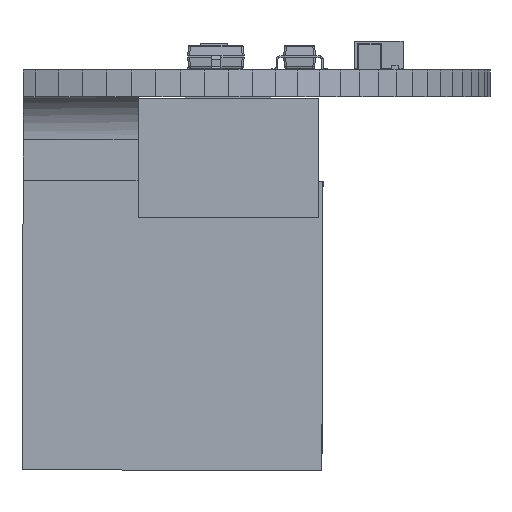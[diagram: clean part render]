
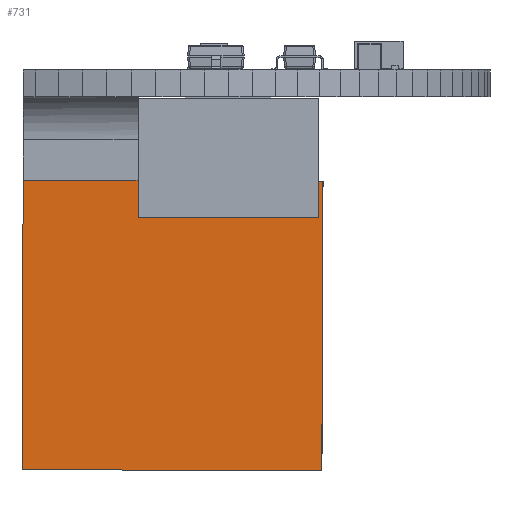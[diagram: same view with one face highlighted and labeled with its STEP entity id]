
A CAD part, left-side view. The second image highlights one B-rep face of the part: STEP entity #731.
In plain terms, the highlighted planar face has unit normal (-1, 0.004, 0).
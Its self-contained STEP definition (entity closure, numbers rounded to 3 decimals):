
#706 = VERTEX_POINT('',#707);
#707 = CARTESIAN_POINT('',(110.017,83.46,
    -5.843));
#713 = EDGE_CURVE('',#714,#706,#716,.T.);
#714 = VERTEX_POINT('',#715);
#715 = CARTESIAN_POINT('',(110.043,89.557,
    -5.828));
#716 = LINE('',#717,#718);
#717 = CARTESIAN_POINT('',(110.043,89.557,
    -5.828));
#718 = VECTOR('',#719,1.);
#719 = DIRECTION('',(-0.004,-1.,
    -0.002));
#731 = ADVANCED_FACE('',(#732),#765,.T.);
#732 = FACE_BOUND('',#733,.F.);
#733 = EDGE_LOOP('',(#734,#735,#743,#751,#759));
#734 = ORIENTED_EDGE('',*,*,#713,.T.);
#735 = ORIENTED_EDGE('',*,*,#736,.T.);
#736 = EDGE_CURVE('',#706,#737,#739,.T.);
#737 = VERTEX_POINT('',#738);
#738 = CARTESIAN_POINT('',(109.976,73.643,
    -5.884));
#739 = LINE('',#740,#741);
#740 = CARTESIAN_POINT('',(110.017,83.46,
    -5.843));
#741 = VECTOR('',#742,1.);
#742 = DIRECTION('',(-0.004,-1.,
    -0.004));
#743 = ORIENTED_EDGE('',*,*,#744,.T.);
#744 = EDGE_CURVE('',#737,#745,#747,.T.);
#745 = VERTEX_POINT('',#746);
#746 = CARTESIAN_POINT('',(109.976,73.7,
    -21.254));
#747 = LINE('',#748,#749);
#748 = CARTESIAN_POINT('',(109.976,73.643,
    -5.884));
#749 = VECTOR('',#750,1.);
#750 = DIRECTION('',(0.,0.004,
    -1.));
#751 = ORIENTED_EDGE('',*,*,#752,.T.);
#752 = EDGE_CURVE('',#745,#753,#755,.T.);
#753 = VERTEX_POINT('',#754);
#754 = CARTESIAN_POINT('',(110.043,89.619,
    -21.194));
#755 = LINE('',#756,#757);
#756 = CARTESIAN_POINT('',(109.976,73.7,
    -21.254));
#757 = VECTOR('',#758,1.);
#758 = DIRECTION('',(0.004,1.,0.004
    ));
#759 = ORIENTED_EDGE('',*,*,#760,.T.);
#760 = EDGE_CURVE('',#753,#714,#761,.T.);
#761 = LINE('',#762,#763);
#762 = CARTESIAN_POINT('',(110.043,89.619,
    -21.194));
#763 = VECTOR('',#764,1.);
#764 = DIRECTION('',(0.,-0.004,
    1.));
#765 = PLANE('',#766);
#766 = AXIS2_PLACEMENT_3D('',#767,#768,#769);
#767 = CARTESIAN_POINT('',(110.01,81.629,
    -13.54));
#768 = DIRECTION('',(-1.,0.004,
    0.));
#769 = DIRECTION('',(0.,-0.004,
    1.));
